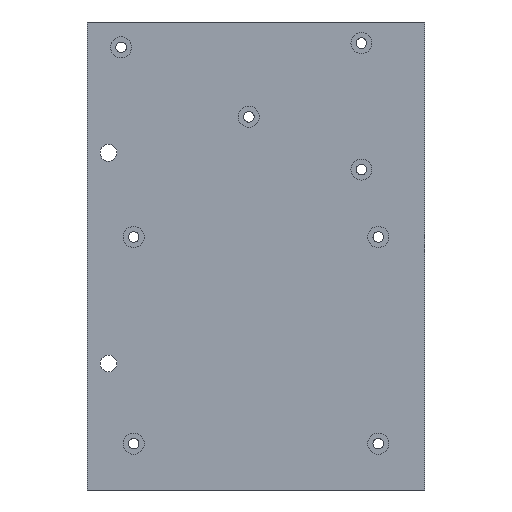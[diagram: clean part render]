
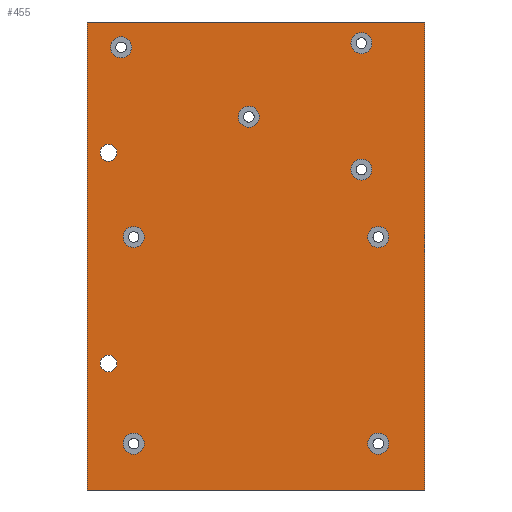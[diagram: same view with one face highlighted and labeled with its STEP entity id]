
A CAD part, front view. The second image highlights one B-rep face of the part: STEP entity #455.
In plain terms, the highlighted planar face has unit normal (0, -1, 0).
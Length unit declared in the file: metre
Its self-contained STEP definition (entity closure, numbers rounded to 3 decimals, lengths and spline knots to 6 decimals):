
#35=LINE('',#744,#47);
#38=LINE('',#750,#50);
#40=LINE('',#754,#52);
#41=LINE('',#762,#53);
#47=VECTOR('',#592,1.);
#50=VECTOR('',#597,1.);
#52=VECTOR('',#601,1.);
#53=VECTOR('',#612,1.);
#88=ORIENTED_EDGE('',*,*,#174,.F.);
#89=ORIENTED_EDGE('',*,*,#175,.F.);
#90=ORIENTED_EDGE('',*,*,#176,.F.);
#91=ORIENTED_EDGE('',*,*,#177,.F.);
#92=ORIENTED_EDGE('',*,*,#178,.F.);
#93=ORIENTED_EDGE('',*,*,#179,.F.);
#94=ORIENTED_EDGE('',*,*,#180,.F.);
#95=ORIENTED_EDGE('',*,*,#181,.F.);
#96=ORIENTED_EDGE('',*,*,#172,.T.);
#97=ORIENTED_EDGE('',*,*,#171,.T.);
#98=ORIENTED_EDGE('',*,*,#165,.T.);
#99=ORIENTED_EDGE('',*,*,#168,.F.);
#100=ORIENTED_EDGE('',*,*,#170,.T.);
#101=ORIENTED_EDGE('',*,*,#173,.T.);
#165=EDGE_CURVE('',#213,#212,#35,.T.);
#168=EDGE_CURVE('',#214,#212,#38,.T.);
#170=EDGE_CURVE('',#214,#215,#40,.T.);
#171=EDGE_CURVE('',#216,#216,#252,.T.);
#172=EDGE_CURVE('',#217,#217,#253,.T.);
#173=EDGE_CURVE('',#215,#213,#41,.T.);
#174=EDGE_CURVE('',#218,#218,#254,.T.);
#175=EDGE_CURVE('',#219,#219,#255,.T.);
#176=EDGE_CURVE('',#220,#220,#256,.T.);
#177=EDGE_CURVE('',#221,#221,#257,.T.);
#178=EDGE_CURVE('',#222,#222,#258,.T.);
#179=EDGE_CURVE('',#223,#223,#259,.T.);
#180=EDGE_CURVE('',#224,#224,#260,.T.);
#181=EDGE_CURVE('',#225,#225,#261,.T.);
#212=VERTEX_POINT('',#743);
#213=VERTEX_POINT('',#745);
#214=VERTEX_POINT('',#749);
#215=VERTEX_POINT('',#753);
#216=VERTEX_POINT('',#757);
#217=VERTEX_POINT('',#760);
#218=VERTEX_POINT('',#765);
#219=VERTEX_POINT('',#767);
#220=VERTEX_POINT('',#769);
#221=VERTEX_POINT('',#771);
#222=VERTEX_POINT('',#773);
#223=VERTEX_POINT('',#775);
#224=VERTEX_POINT('',#777);
#225=VERTEX_POINT('',#779);
#252=CIRCLE('',#508,0.002);
#253=CIRCLE('',#510,0.002);
#254=CIRCLE('',#513,0.0025);
#255=CIRCLE('',#514,0.0025);
#256=CIRCLE('',#515,0.0025);
#257=CIRCLE('',#516,0.0025);
#258=CIRCLE('',#517,0.0025);
#259=CIRCLE('',#518,0.0025);
#260=CIRCLE('',#519,0.0025);
#261=CIRCLE('',#520,0.0025);
#297=EDGE_LOOP('',(#88));
#298=EDGE_LOOP('',(#89));
#299=EDGE_LOOP('',(#90));
#300=EDGE_LOOP('',(#91));
#301=EDGE_LOOP('',(#92));
#302=EDGE_LOOP('',(#93));
#303=EDGE_LOOP('',(#94));
#304=EDGE_LOOP('',(#95));
#305=EDGE_LOOP('',(#96));
#306=EDGE_LOOP('',(#97));
#307=EDGE_LOOP('',(#98,#99,#100,#101));
#375=FACE_BOUND('',#297,.T.);
#376=FACE_BOUND('',#298,.T.);
#377=FACE_BOUND('',#299,.T.);
#378=FACE_BOUND('',#300,.T.);
#379=FACE_BOUND('',#301,.T.);
#380=FACE_BOUND('',#302,.T.);
#381=FACE_BOUND('',#303,.T.);
#382=FACE_BOUND('',#304,.T.);
#383=FACE_BOUND('',#305,.T.);
#384=FACE_BOUND('',#306,.T.);
#385=FACE_BOUND('',#307,.T.);
#439=PLANE('',#512);
#455=ADVANCED_FACE('',(#375,#376,#377,#378,#379,#380,#381,#382,#383,#384,
#385),#439,.T.);
#508=AXIS2_PLACEMENT_3D('',#756,#604,#605);
#510=AXIS2_PLACEMENT_3D('',#759,#608,#609);
#512=AXIS2_PLACEMENT_3D('',#763,#613,#614);
#513=AXIS2_PLACEMENT_3D('',#764,#615,#616);
#514=AXIS2_PLACEMENT_3D('',#766,#617,#618);
#515=AXIS2_PLACEMENT_3D('',#768,#619,#620);
#516=AXIS2_PLACEMENT_3D('',#770,#621,#622);
#517=AXIS2_PLACEMENT_3D('',#772,#623,#624);
#518=AXIS2_PLACEMENT_3D('',#774,#625,#626);
#519=AXIS2_PLACEMENT_3D('',#776,#627,#628);
#520=AXIS2_PLACEMENT_3D('',#778,#629,#630);
#592=DIRECTION('',(0.,0.,-1.));
#597=DIRECTION('',(-1.,0.,0.));
#601=DIRECTION('',(0.,0.,1.));
#604=DIRECTION('',(0.,1.,0.));
#605=DIRECTION('',(0.,0.,1.));
#608=DIRECTION('',(0.,1.,0.));
#609=DIRECTION('',(0.,0.,1.));
#612=DIRECTION('',(-1.,0.,0.));
#613=DIRECTION('',(0.,-1.,0.));
#614=DIRECTION('',(1.,0.,0.));
#615=DIRECTION('',(0.,-1.,0.));
#616=DIRECTION('',(0.,0.,-1.));
#617=DIRECTION('',(0.,-1.,0.));
#618=DIRECTION('',(0.,0.,-1.));
#619=DIRECTION('',(0.,-1.,0.));
#620=DIRECTION('',(0.,0.,-1.));
#621=DIRECTION('',(0.,-1.,0.));
#622=DIRECTION('',(0.,0.,-1.));
#623=DIRECTION('',(0.,-1.,0.));
#624=DIRECTION('',(0.,0.,-1.));
#625=DIRECTION('',(0.,-1.,0.));
#626=DIRECTION('',(0.,0.,-1.));
#627=DIRECTION('',(0.,-1.,0.));
#628=DIRECTION('',(0.,0.,-1.));
#629=DIRECTION('',(0.,-1.,0.));
#630=DIRECTION('',(0.,0.,-1.));
#743=CARTESIAN_POINT('',(-0.1875,-0.004,0.0015));
#744=CARTESIAN_POINT('',(-0.1875,-0.004,0.0565));
#745=CARTESIAN_POINT('',(-0.1875,-0.004,0.1125));
#749=CARTESIAN_POINT('',(-0.1075,-0.004,0.0015));
#750=CARTESIAN_POINT('',(-0.002,-0.004,0.0015));
#753=CARTESIAN_POINT('',(-0.1075,-0.004,0.1125));
#754=CARTESIAN_POINT('',(-0.1075,-0.004,0.0565));
#756=CARTESIAN_POINT('',(-0.1825,-0.004,0.0315));
#757=CARTESIAN_POINT('',(-0.1825,-0.004,0.0335));
#759=CARTESIAN_POINT('',(-0.1825,-0.004,0.0815));
#760=CARTESIAN_POINT('',(-0.1825,-0.004,0.0835));
#762=CARTESIAN_POINT('',(-0.002,-0.004,0.1125));
#763=CARTESIAN_POINT('',(-0.1085,-0.004,0.057));
#764=CARTESIAN_POINT('',(-0.1225,-0.004,0.1075));
#765=CARTESIAN_POINT('',(-0.1225,-0.004,0.105));
#766=CARTESIAN_POINT('',(-0.1225,-0.004,0.0775));
#767=CARTESIAN_POINT('',(-0.1225,-0.004,0.075));
#768=CARTESIAN_POINT('',(-0.1795,-0.004,0.1065));
#769=CARTESIAN_POINT('',(-0.1795,-0.004,0.104));
#770=CARTESIAN_POINT('',(-0.1492,-0.004,0.09));
#771=CARTESIAN_POINT('',(-0.1492,-0.004,0.0875));
#772=CARTESIAN_POINT('',(-0.1185,-0.004,0.0125));
#773=CARTESIAN_POINT('',(-0.1185,-0.004,0.01));
#774=CARTESIAN_POINT('',(-0.1765,-0.004,0.0125));
#775=CARTESIAN_POINT('',(-0.1765,-0.004,0.01));
#776=CARTESIAN_POINT('',(-0.1185,-0.004,0.0615));
#777=CARTESIAN_POINT('',(-0.1185,-0.004,0.059));
#778=CARTESIAN_POINT('',(-0.1765,-0.004,0.0615));
#779=CARTESIAN_POINT('',(-0.1765,-0.004,0.059));
